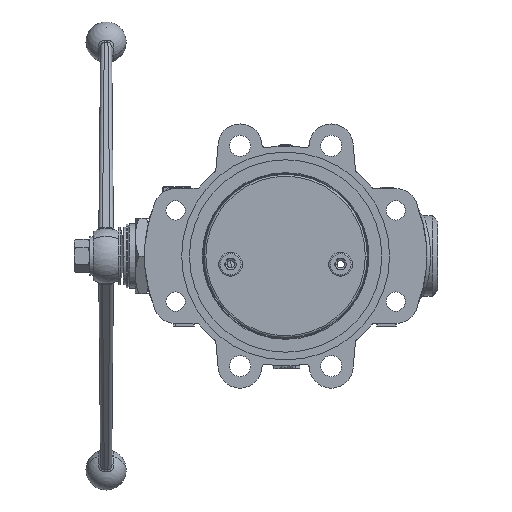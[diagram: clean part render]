
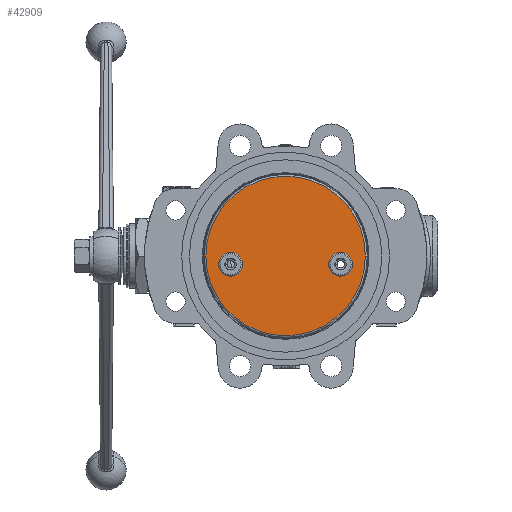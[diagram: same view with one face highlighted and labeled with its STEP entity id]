
A CAD part, front view. The second image highlights one B-rep face of the part: STEP entity #42909.
In plain terms, the highlighted planar face has unit normal (0, -1, 0).
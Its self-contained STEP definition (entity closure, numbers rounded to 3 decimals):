
#359 = DIRECTION ( 'NONE',  ( 1., 0., 0. ) ) ;
#360 = DIRECTION ( 'NONE',  ( 0., 1., 0. ) ) ;
#371 = CARTESIAN_POINT ( 'NONE',  ( 0., -30., 0. ) ) ;
#404 = PLANE ( 'NONE',  #39057 ) ;
#15710 = DIRECTION ( 'NONE',  ( 0., 1., 0. ) ) ;
#15853 = CARTESIAN_POINT ( 'NONE',  ( -30., -30., -4.5 ) ) ;
#16032 = DIRECTION ( 'NONE',  ( 1., 0., 0. ) ) ;
#17044 = AXIS2_PLACEMENT_3D ( 'NONE', #15853, #15710, #16032 ) ;
#17061 = AXIS2_PLACEMENT_3D ( 'NONE', #22818, #23285, #23308 ) ;
#17100 = AXIS2_PLACEMENT_3D ( 'NONE', #23431, #23317, #23318 ) ;
#17125 = AXIS2_PLACEMENT_3D ( 'NONE', #19515, #19521, #19520 ) ;
#17153 = AXIS2_PLACEMENT_3D ( 'NONE', #19330, #19353, #19352 ) ;
#17166 = AXIS2_PLACEMENT_3D ( 'NONE', #19268, #19275, #19274 ) ;
#19268 = CARTESIAN_POINT ( 'NONE',  ( 0., -30., 0. ) ) ;
#19274 = DIRECTION ( 'NONE',  ( 1., 0., 0. ) ) ;
#19275 = DIRECTION ( 'NONE',  ( 0., -1., 0. ) ) ;
#19330 = CARTESIAN_POINT ( 'NONE',  ( -30., -30., -4.5 ) ) ;
#19352 = DIRECTION ( 'NONE',  ( 1., 0., 0. ) ) ;
#19353 = DIRECTION ( 'NONE',  ( 0., 1., 0. ) ) ;
#19474 = CARTESIAN_POINT ( 'NONE',  ( -25.75, -30., -4.5 ) ) ;
#19477 = CARTESIAN_POINT ( 'NONE',  ( -34.25, -30., -4.5 ) ) ;
#19481 = CARTESIAN_POINT ( 'NONE',  ( 25.75, -30., -4.5 ) ) ;
#19491 = CARTESIAN_POINT ( 'NONE',  ( 34.25, -30., -4.5 ) ) ;
#19494 = CARTESIAN_POINT ( 'NONE',  ( 43.5, -30., 0. ) ) ;
#19510 = CARTESIAN_POINT ( 'NONE',  ( -43.5, -30., 0. ) ) ;
#19515 = CARTESIAN_POINT ( 'NONE',  ( 0., -30., 0. ) ) ;
#19520 = DIRECTION ( 'NONE',  ( 1., 0., 0. ) ) ;
#19521 = DIRECTION ( 'NONE',  ( 0., -1., 0. ) ) ;
#21426 = CIRCLE ( 'NONE', #17061, 4.25 ) ;
#21455 = CIRCLE ( 'NONE', #17044, 4.25 ) ;
#22818 = CARTESIAN_POINT ( 'NONE',  ( 30., -30., -4.5 ) ) ;
#23285 = DIRECTION ( 'NONE',  ( 0., 1., 0. ) ) ;
#23308 = DIRECTION ( 'NONE',  ( 1., 0., 0. ) ) ;
#23317 = DIRECTION ( 'NONE',  ( 0., 1., 0. ) ) ;
#23318 = DIRECTION ( 'NONE',  ( 1., 0., 0. ) ) ;
#23431 = CARTESIAN_POINT ( 'NONE',  ( 30., -30., -4.5 ) ) ;
#25630 = CIRCLE ( 'NONE', #17166, 43.5 ) ;
#25670 = CIRCLE ( 'NONE', #17153, 4.25 ) ;
#25833 = CIRCLE ( 'NONE', #17125, 43.5 ) ;
#25863 = CIRCLE ( 'NONE', #17100, 4.25 ) ;
#29339 = EDGE_LOOP ( 'NONE', ( #45637, #45663 ) ) ;
#29343 = EDGE_LOOP ( 'NONE', ( #45638, #45659 ) ) ;
#29345 = EDGE_LOOP ( 'NONE', ( #45634, #45635 ) ) ;
#30034 = VERTEX_POINT ( 'NONE', #19494 ) ;
#30035 = VERTEX_POINT ( 'NONE', #19510 ) ;
#30038 = VERTEX_POINT ( 'NONE', #19481 ) ;
#30039 = VERTEX_POINT ( 'NONE', #19491 ) ;
#30040 = VERTEX_POINT ( 'NONE', #19477 ) ;
#30041 = VERTEX_POINT ( 'NONE', #19474 ) ;
#30769 = EDGE_CURVE ( 'NONE', #30034, #30035, #25630, .T. ) ;
#30801 = EDGE_CURVE ( 'NONE', #30040, #30041, #25670, .T. ) ;
#30882 = EDGE_CURVE ( 'NONE', #30035, #30034, #25833, .T. ) ;
#30900 = EDGE_CURVE ( 'NONE', #30039, #30038, #25863, .T. ) ;
#30988 = EDGE_CURVE ( 'NONE', #30038, #30039, #21426, .T. ) ;
#31017 = EDGE_CURVE ( 'NONE', #30041, #30040, #21455, .T. ) ;
#39057 = AXIS2_PLACEMENT_3D ( 'NONE', #371, #360, #359 ) ;
#42909 = ADVANCED_FACE ( 'NONE', ( #53224, #53251, #53256 ), #404, .F. ) ;
#45634 = ORIENTED_EDGE ( 'NONE', *, *, #30900, .T. ) ;
#45635 = ORIENTED_EDGE ( 'NONE', *, *, #30988, .T. ) ;
#45637 = ORIENTED_EDGE ( 'NONE', *, *, #30769, .T. ) ;
#45638 = ORIENTED_EDGE ( 'NONE', *, *, #31017, .T. ) ;
#45659 = ORIENTED_EDGE ( 'NONE', *, *, #30801, .T. ) ;
#45663 = ORIENTED_EDGE ( 'NONE', *, *, #30882, .T. ) ;
#53224 = FACE_OUTER_BOUND ( 'NONE', #29339, .T. ) ;
#53251 = FACE_BOUND ( 'NONE', #29343, .T. ) ;
#53256 = FACE_BOUND ( 'NONE', #29345, .T. ) ;
